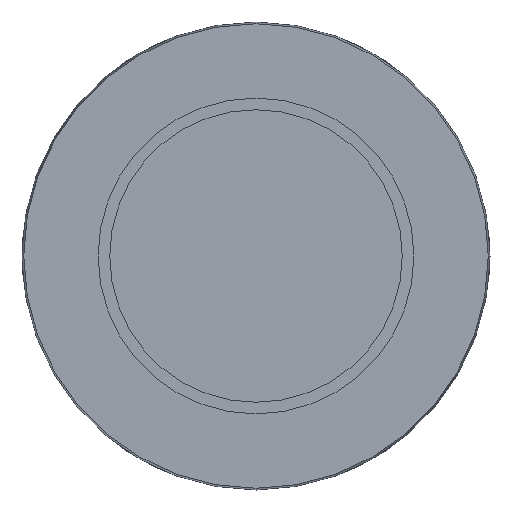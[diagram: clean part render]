
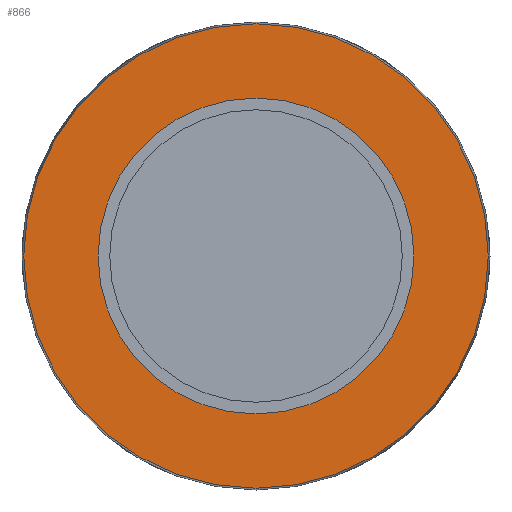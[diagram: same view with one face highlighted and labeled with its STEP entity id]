
A CAD part, front view. The second image highlights one B-rep face of the part: STEP entity #866.
In plain terms, the highlighted planar face has unit normal (0, -1, 0).
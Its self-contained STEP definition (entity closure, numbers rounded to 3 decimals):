
#19=FACE_BOUND('',#156,.T.);
#58=PLANE('',#975);
#102=FACE_OUTER_BOUND('',#155,.T.);
#155=EDGE_LOOP('',(#719,#720));
#156=EDGE_LOOP('',(#721,#722));
#335=CIRCLE('',#973,13.5);
#336=CIRCLE('',#974,13.5);
#337=CIRCLE('',#976,19.85);
#338=CIRCLE('',#977,19.85);
#421=VERTEX_POINT('',#1486);
#422=VERTEX_POINT('',#1487);
#423=VERTEX_POINT('',#1492);
#424=VERTEX_POINT('',#1493);
#534=EDGE_CURVE('',#421,#422,#335,.T.);
#535=EDGE_CURVE('',#422,#421,#336,.T.);
#537=EDGE_CURVE('',#423,#424,#337,.T.);
#538=EDGE_CURVE('',#424,#423,#338,.T.);
#719=ORIENTED_EDGE('',*,*,#537,.F.);
#720=ORIENTED_EDGE('',*,*,#538,.F.);
#721=ORIENTED_EDGE('',*,*,#534,.T.);
#722=ORIENTED_EDGE('',*,*,#535,.T.);
#866=ADVANCED_FACE('',(#102,#19),#58,.T.);
#973=AXIS2_PLACEMENT_3D('',#1488,#1213,#1214);
#974=AXIS2_PLACEMENT_3D('',#1489,#1215,#1216);
#975=AXIS2_PLACEMENT_3D('',#1491,#1218,#1219);
#976=AXIS2_PLACEMENT_3D('',#1494,#1220,#1221);
#977=AXIS2_PLACEMENT_3D('',#1495,#1222,#1223);
#1213=DIRECTION('center_axis',(0.,1.,0.));
#1214=DIRECTION('ref_axis',(1.,0.,0.));
#1215=DIRECTION('center_axis',(0.,1.,0.));
#1216=DIRECTION('ref_axis',(1.,0.,0.));
#1218=DIRECTION('center_axis',(0.,-1.,0.));
#1219=DIRECTION('ref_axis',(0.,0.,-1.));
#1220=DIRECTION('center_axis',(0.,1.,0.));
#1221=DIRECTION('ref_axis',(1.,0.,0.));
#1222=DIRECTION('center_axis',(0.,1.,0.));
#1223=DIRECTION('ref_axis',(1.,0.,0.));
#1486=CARTESIAN_POINT('',(-13.5,-29.,0.));
#1487=CARTESIAN_POINT('',(13.5,-29.,0.));
#1488=CARTESIAN_POINT('Origin',(0.,-29.,0.));
#1489=CARTESIAN_POINT('Origin',(0.,-29.,0.));
#1491=CARTESIAN_POINT('Origin',(-19.85,-29.,0.));
#1492=CARTESIAN_POINT('',(-19.85,-29.,0.));
#1493=CARTESIAN_POINT('',(19.85,-29.,0.));
#1494=CARTESIAN_POINT('Origin',(0.,-29.,0.));
#1495=CARTESIAN_POINT('Origin',(0.,-29.,0.));
